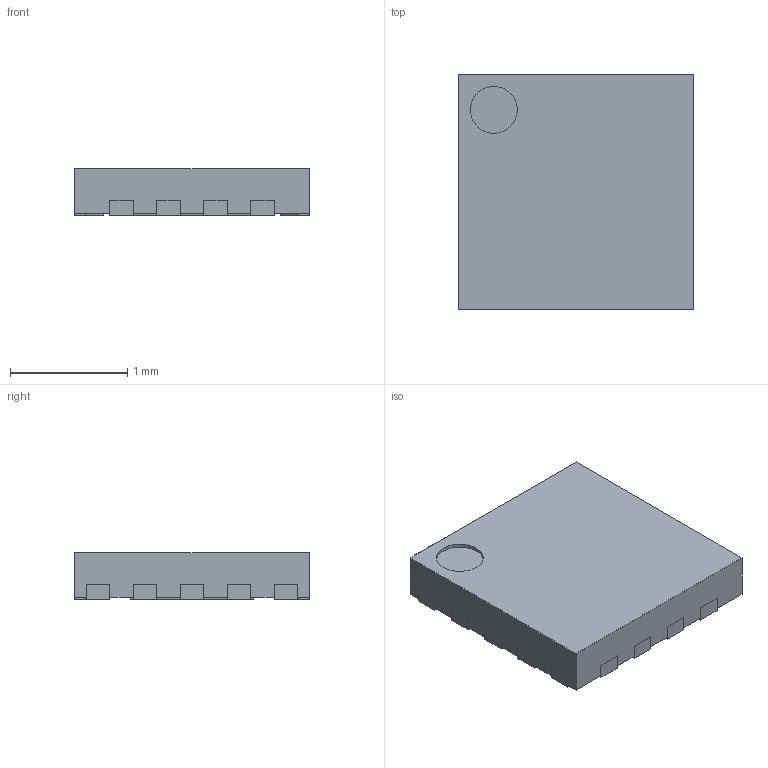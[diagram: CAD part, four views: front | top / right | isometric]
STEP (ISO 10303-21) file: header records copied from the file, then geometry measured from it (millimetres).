
FILE_DESCRIPTION(/* description */ (''),/* implementation_level */ '2;1');
FILE_NAME(/* name */ 'PERICOM_XUA18.stp',/* time_stamp */ '2017-08-10T08:29:16+02:00',/* author */ ('jchouvet'),/* organization */ (''),/* preprocessor_version */ 'ST-DEVELOPER v16.1',/* originating_system */ 'AutoCAD Mechanical',/* authorisation */ '');
FILE_SCHEMA (('AUTOMOTIVE_DESIGN { 1 0 10303 214 3 1 1 }'));
Length unit declared in the file: millimetre
Products named in the file (1): Product
Bounding box: 2 x 2 x 0.4 mm (x, y, z)
Volume: 1.6 mm3; surface area: 17.8 mm2
Topology: 20 solids, 20 shells, 210 faces, 507 edges, 338 vertices
Faces by surface type: plane 209, cylinder 1
Full cylindrical faces by diameter (mm): 0.4 x1
Entity records: 6008 total; most frequent: CARTESIAN_POINT 1055, ORIENTED_EDGE 1012, DIRECTION 930, EDGE_CURVE 506, LINE 504, VECTOR 504, VERTEX_POINT 338, AXIS2_PLACEMENT_3D 213
